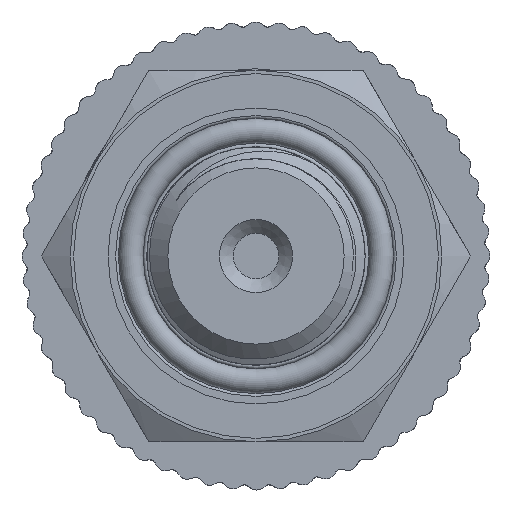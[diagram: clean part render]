
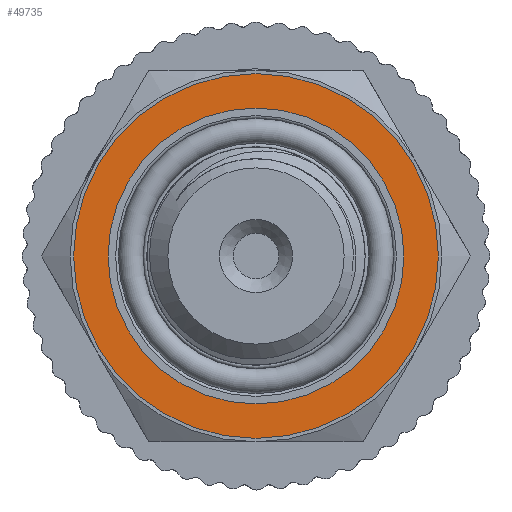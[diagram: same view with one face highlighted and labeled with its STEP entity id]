
A CAD part, left-side view. The second image highlights one B-rep face of the part: STEP entity #49735.
In plain terms, the highlighted planar face has unit normal (-1, 0, 0).
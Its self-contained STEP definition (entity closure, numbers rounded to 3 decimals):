
#1499=PLANE('',#52342);
#2978=FACE_BOUND('',#6070,.T.);
#3351=FACE_OUTER_BOUND('',#6069,.T.);
#6069=EDGE_LOOP('',(#34664));
#6070=EDGE_LOOP('',(#34665));
#8491=CIRCLE('',#52282,13.25);
#8526=CIRCLE('',#52341,10.75);
#20234=VERTEX_POINT('',#76590);
#20268=VERTEX_POINT('',#78946);
#25786=EDGE_CURVE('',#20234,#20234,#8491,.T.);
#25845=EDGE_CURVE('',#20268,#20268,#8526,.T.);
#34664=ORIENTED_EDGE('',*,*,#25786,.T.);
#34665=ORIENTED_EDGE('',*,*,#25845,.T.);
#49735=ADVANCED_FACE('',(#3351,#2978),#1499,.T.);
#52282=AXIS2_PLACEMENT_3D('',#76591,#56719,#56720);
#52341=AXIS2_PLACEMENT_3D('',#78947,#56847,#56848);
#52342=AXIS2_PLACEMENT_3D('',#78949,#56850,#56851);
#56719=DIRECTION('center_axis',(-1.,0.,0.));
#56720=DIRECTION('ref_axis',(0.,1.,0.));
#56847=DIRECTION('center_axis',(1.,0.,0.));
#56848=DIRECTION('ref_axis',(0.,0.,-1.));
#56850=DIRECTION('center_axis',(-1.,0.,0.));
#56851=DIRECTION('ref_axis',(0.,0.,1.));
#76590=CARTESIAN_POINT('',(-48.,-13.25,0.));
#76591=CARTESIAN_POINT('Origin',(-48.,0.,0.));
#78946=CARTESIAN_POINT('',(-48.,-10.75,0.));
#78947=CARTESIAN_POINT('Origin',(-48.,0.,0.));
#78949=CARTESIAN_POINT('Origin',(-48.,13.5,0.));
